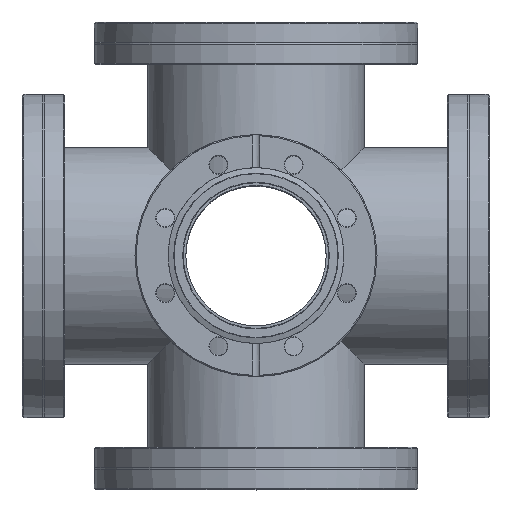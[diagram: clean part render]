
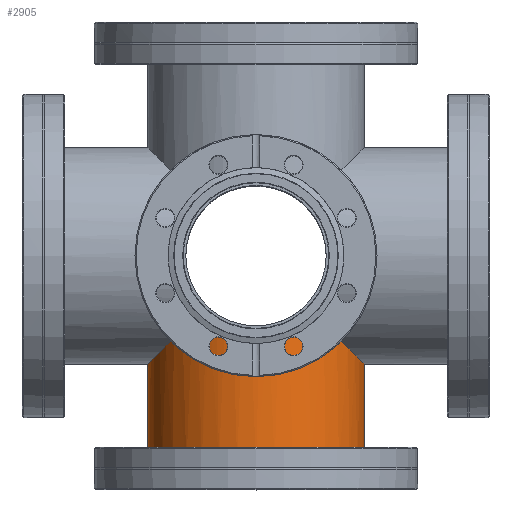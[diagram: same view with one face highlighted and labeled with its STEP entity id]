
A CAD part, top view. The second image highlights one B-rep face of the part: STEP entity #2905.
In plain terms, the highlighted cylindrical face has radius 50.8 mm (diameter 101.6 mm), a full revolution.
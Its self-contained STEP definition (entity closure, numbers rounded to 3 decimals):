
#205=FACE_OUTER_BOUND('',#345,.T.);
#345=EDGE_LOOP('',(#1965,#1966,#1967,#1968,#1969,#1970,#1971,#1972,#1973,
#1974));
#538=B_SPLINE_CURVE_WITH_KNOTS('',3,(#4833,#4834,#4835,#4836,#4837,#4838,
#4839,#4840,#4841,#4842,#4843,#4844,#4845,#4846,#4847,#4848,#4849,#4850),
 .UNSPECIFIED.,.F.,.F.,(4,2,2,2,2,2,2,2,4),(2.78,3.465,
4.151,4.837,5.523,6.208,6.894,
7.58,8.265),.UNSPECIFIED.);
#539=B_SPLINE_CURVE_WITH_KNOTS('',3,(#4856,#4857,#4858,#4859,#4860,#4861,
#4862,#4863,#4864,#4865,#4866,#4867,#4868,#4869,#4870,#4871,#4872,#4873),
 .UNSPECIFIED.,.F.,.F.,(4,2,2,2,2,2,2,2,4),(-8.265,-7.58,
-6.894,-6.208,-5.523,-4.837,
-4.151,-3.465,-2.78),.UNSPECIFIED.);
#572=ELLIPSE('',#3147,71.842,50.8);
#573=ELLIPSE('',#3148,71.842,50.8);
#574=ELLIPSE('',#3149,71.842,50.8);
#575=ELLIPSE('',#3150,71.842,50.8);
#583=LINE('',#4829,#693);
#693=VECTOR('',#3655,50.8);
#812=CIRCLE('',#3136,50.8);
#813=CIRCLE('',#3137,50.8);
#1129=VERTEX_POINT('',#4771);
#1130=VERTEX_POINT('',#4772);
#1137=VERTEX_POINT('',#4828);
#1138=VERTEX_POINT('',#4830);
#1139=VERTEX_POINT('',#4832);
#1140=VERTEX_POINT('',#4851);
#1141=VERTEX_POINT('',#4853);
#1142=VERTEX_POINT('',#4855);
#1468=EDGE_CURVE('',#1129,#1130,#812,.T.);
#1469=EDGE_CURVE('',#1130,#1129,#813,.T.);
#1480=EDGE_CURVE('',#1130,#1137,#583,.T.);
#1481=EDGE_CURVE('',#1138,#1137,#572,.T.);
#1482=EDGE_CURVE('',#1138,#1139,#538,.T.);
#1483=EDGE_CURVE('',#1140,#1139,#573,.T.);
#1484=EDGE_CURVE('',#1141,#1140,#574,.T.);
#1485=EDGE_CURVE('',#1141,#1142,#539,.T.);
#1486=EDGE_CURVE('',#1137,#1142,#575,.T.);
#1965=ORIENTED_EDGE('',*,*,#1468,.F.);
#1966=ORIENTED_EDGE('',*,*,#1469,.F.);
#1967=ORIENTED_EDGE('',*,*,#1480,.T.);
#1968=ORIENTED_EDGE('',*,*,#1481,.F.);
#1969=ORIENTED_EDGE('',*,*,#1482,.T.);
#1970=ORIENTED_EDGE('',*,*,#1483,.F.);
#1971=ORIENTED_EDGE('',*,*,#1484,.F.);
#1972=ORIENTED_EDGE('',*,*,#1485,.T.);
#1973=ORIENTED_EDGE('',*,*,#1486,.F.);
#1974=ORIENTED_EDGE('',*,*,#1480,.F.);
#2851=CYLINDRICAL_SURFACE('',#3146,50.8);
#2905=ADVANCED_FACE('',(#205),#2851,.T.);
#3136=AXIS2_PLACEMENT_3D('',#4773,#3631,#3632);
#3137=AXIS2_PLACEMENT_3D('',#4774,#3633,#3634);
#3146=AXIS2_PLACEMENT_3D('',#4827,#3653,#3654);
#3147=AXIS2_PLACEMENT_3D('',#4831,#3656,#3657);
#3148=AXIS2_PLACEMENT_3D('',#4852,#3658,#3659);
#3149=AXIS2_PLACEMENT_3D('',#4854,#3660,#3661);
#3150=AXIS2_PLACEMENT_3D('',#4874,#3662,#3663);
#3631=DIRECTION('center_axis',(0.,-1.,0.));
#3632=DIRECTION('ref_axis',(1.,0.,0.));
#3633=DIRECTION('center_axis',(0.,-1.,0.));
#3634=DIRECTION('ref_axis',(1.,0.,0.));
#3653=DIRECTION('center_axis',(0.,-1.,0.));
#3654=DIRECTION('ref_axis',(1.,0.,0.));
#3655=DIRECTION('',(0.,1.,0.));
#3656=DIRECTION('center_axis',(-0.707,0.707,0.));
#3657=DIRECTION('ref_axis',(0.707,0.707,0.));
#3658=DIRECTION('center_axis',(0.707,0.707,0.));
#3659=DIRECTION('ref_axis',(0.707,-0.707,0.));
#3660=DIRECTION('center_axis',(0.707,0.707,0.));
#3661=DIRECTION('ref_axis',(0.707,-0.707,0.));
#3662=DIRECTION('center_axis',(-0.707,0.707,0.));
#3663=DIRECTION('ref_axis',(0.707,0.707,0.));
#4771=CARTESIAN_POINT('',(50.8,-98.55,0.));
#4772=CARTESIAN_POINT('',(-50.8,-98.55,0.));
#4773=CARTESIAN_POINT('Origin',(0.,-98.55,0.));
#4774=CARTESIAN_POINT('Origin',(0.,-98.55,0.));
#4827=CARTESIAN_POINT('Origin',(0.,0.,0.));
#4828=CARTESIAN_POINT('',(-50.8,-50.8,0.));
#4829=CARTESIAN_POINT('',(-50.8,0.,0.));
#4830=CARTESIAN_POINT('',(-24.784,-24.784,-44.344));
#4831=CARTESIAN_POINT('Origin',(0.,0.,
0.));
#4832=CARTESIAN_POINT('',(24.784,-24.784,-44.344));
#4833=CARTESIAN_POINT('Ctrl Pts',(-24.784,-24.784,-44.344));
#4834=CARTESIAN_POINT('Ctrl Pts',(-23.281,-26.287,-45.184));
#4835=CARTESIAN_POINT('Ctrl Pts',(-21.576,-27.715,-46.035));
#4836=CARTESIAN_POINT('Ctrl Pts',(-17.832,-30.26,-47.611));
#4837=CARTESIAN_POINT('Ctrl Pts',(-15.792,-31.378,-48.335));
#4838=CARTESIAN_POINT('Ctrl Pts',(-11.493,-33.194,-49.533));
#4839=CARTESIAN_POINT('Ctrl Pts',(-9.228,-33.895,-50.009));
#4840=CARTESIAN_POINT('Ctrl Pts',(-4.625,-34.823,-50.642));
#4841=CARTESIAN_POINT('Ctrl Pts',(-2.286,-35.05,-50.8));
#4842=CARTESIAN_POINT('Ctrl Pts',(2.286,-35.05,-50.8));
#4843=CARTESIAN_POINT('Ctrl Pts',(4.625,-34.823,-50.642));
#4844=CARTESIAN_POINT('Ctrl Pts',(9.228,-33.895,-50.009));
#4845=CARTESIAN_POINT('Ctrl Pts',(11.493,-33.194,-49.533));
#4846=CARTESIAN_POINT('Ctrl Pts',(15.792,-31.378,-48.335));
#4847=CARTESIAN_POINT('Ctrl Pts',(17.832,-30.26,-47.611));
#4848=CARTESIAN_POINT('Ctrl Pts',(21.576,-27.715,-46.035));
#4849=CARTESIAN_POINT('Ctrl Pts',(23.281,-26.287,-45.184));
#4850=CARTESIAN_POINT('Ctrl Pts',(24.784,-24.784,-44.344));
#4851=CARTESIAN_POINT('',(50.8,-50.8,0.));
#4852=CARTESIAN_POINT('Origin',(0.,0.,
0.));
#4853=CARTESIAN_POINT('',(24.784,-24.784,44.344));
#4854=CARTESIAN_POINT('Origin',(0.,0.,
0.));
#4855=CARTESIAN_POINT('',(-24.784,-24.784,44.344));
#4856=CARTESIAN_POINT('Ctrl Pts',(24.784,-24.784,44.344));
#4857=CARTESIAN_POINT('Ctrl Pts',(23.281,-26.287,45.184));
#4858=CARTESIAN_POINT('Ctrl Pts',(21.576,-27.715,46.035));
#4859=CARTESIAN_POINT('Ctrl Pts',(17.832,-30.26,47.611));
#4860=CARTESIAN_POINT('Ctrl Pts',(15.792,-31.378,48.335));
#4861=CARTESIAN_POINT('Ctrl Pts',(11.493,-33.194,49.533));
#4862=CARTESIAN_POINT('Ctrl Pts',(9.228,-33.895,50.009));
#4863=CARTESIAN_POINT('Ctrl Pts',(4.625,-34.823,50.642));
#4864=CARTESIAN_POINT('Ctrl Pts',(2.286,-35.05,50.8));
#4865=CARTESIAN_POINT('Ctrl Pts',(-2.286,-35.05,50.8));
#4866=CARTESIAN_POINT('Ctrl Pts',(-4.625,-34.823,50.642));
#4867=CARTESIAN_POINT('Ctrl Pts',(-9.228,-33.895,50.009));
#4868=CARTESIAN_POINT('Ctrl Pts',(-11.493,-33.194,49.533));
#4869=CARTESIAN_POINT('Ctrl Pts',(-15.792,-31.378,48.335));
#4870=CARTESIAN_POINT('Ctrl Pts',(-17.832,-30.26,47.611));
#4871=CARTESIAN_POINT('Ctrl Pts',(-21.576,-27.715,46.035));
#4872=CARTESIAN_POINT('Ctrl Pts',(-23.281,-26.287,45.184));
#4873=CARTESIAN_POINT('Ctrl Pts',(-24.784,-24.784,44.344));
#4874=CARTESIAN_POINT('Origin',(0.,0.,
0.));
